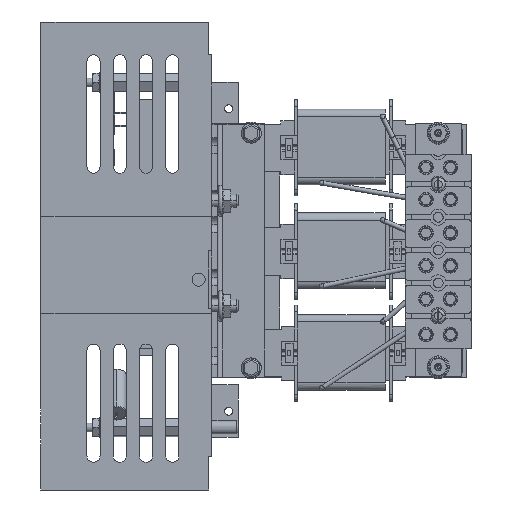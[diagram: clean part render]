
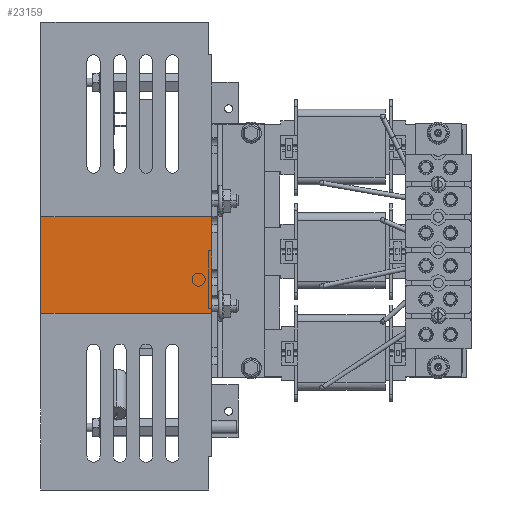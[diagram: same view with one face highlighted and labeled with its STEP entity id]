
A CAD part, left-side view. The second image highlights one B-rep face of the part: STEP entity #23159.
In plain terms, the highlighted planar face has unit normal (-1, 0, 0).
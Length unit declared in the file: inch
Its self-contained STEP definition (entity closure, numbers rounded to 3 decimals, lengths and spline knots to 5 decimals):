
#1743 = CARTESIAN_POINT ( 'NONE',  ( -1.00251, -2.24957, 3.36347 ) ) ;
#5689 = EDGE_CURVE ( 'NONE', #16289, #62696, #70814, .T. ) ;
#7152 = CARTESIAN_POINT ( 'NONE',  ( -1.00251, 1.00043, 3.36347 ) ) ;
#7861 = LINE ( 'NONE', #128000, #20256 ) ;
#16289 = VERTEX_POINT ( 'NONE', #37349 ) ;
#19748 = CARTESIAN_POINT ( 'NONE',  ( -1.00251, 1.00043, 5.19347 ) ) ;
#20256 = VECTOR ( 'NONE', #25448, 39.37008 ) ;
#23159 = ADVANCED_FACE ( 'NONE', ( #70098 ), #90160, .T. ) ;
#23848 = VECTOR ( 'NONE', #79140, 39.37008 ) ;
#25448 = DIRECTION ( 'NONE',  ( 0., -1., 0. ) ) ;
#29212 = ORIENTED_EDGE ( 'NONE', *, *, #113250, .F. ) ;
#37349 = CARTESIAN_POINT ( 'NONE',  ( -1.00251, -2.24957, 5.19347 ) ) ;
#46091 = VECTOR ( 'NONE', #77958, 39.37008 ) ;
#56224 = CARTESIAN_POINT ( 'NONE',  ( -1.00251, -0.62457, 4.27847 ) ) ;
#59818 = ORIENTED_EDGE ( 'NONE', *, *, #61821, .F. ) ;
#61821 = EDGE_CURVE ( 'NONE', #122724, #145211, #135377, .T. ) ;
#62696 = VERTEX_POINT ( 'NONE', #1743 ) ;
#70098 = FACE_OUTER_BOUND ( 'NONE', #116252, .T. ) ;
#70814 = LINE ( 'NONE', #144619, #46091 ) ;
#76742 = CARTESIAN_POINT ( 'NONE',  ( -1.00251, 1.00043, 3.36347 ) ) ;
#77958 = DIRECTION ( 'NONE',  ( 0., 0., -1. ) ) ;
#79140 = DIRECTION ( 'NONE',  ( 0., 1., 0. ) ) ;
#80706 = EDGE_CURVE ( 'NONE', #62696, #122724, #113782, .T. ) ;
#86449 = CARTESIAN_POINT ( 'NONE',  ( -1.00251, 1.00043, 5.19347 ) ) ;
#90160 = PLANE ( 'NONE',  #143493 ) ;
#97480 = ORIENTED_EDGE ( 'NONE', *, *, #80706, .F. ) ;
#98165 = ORIENTED_EDGE ( 'NONE', *, *, #5689, .F. ) ;
#98201 = VECTOR ( 'NONE', #121246, 39.37008 ) ;
#101952 = DIRECTION ( 'NONE',  ( -1., 0., 0. ) ) ;
#113250 = EDGE_CURVE ( 'NONE', #145211, #16289, #7861, .T. ) ;
#113782 = LINE ( 'NONE', #76742, #23848 ) ;
#114293 = DIRECTION ( 'NONE',  ( 0., 0., 1. ) ) ;
#116252 = EDGE_LOOP ( 'NONE', ( #59818, #97480, #98165, #29212 ) ) ;
#121246 = DIRECTION ( 'NONE',  ( 0., 0., 1. ) ) ;
#122724 = VERTEX_POINT ( 'NONE', #7152 ) ;
#128000 = CARTESIAN_POINT ( 'NONE',  ( -1.00251, -2.24957, 5.19347 ) ) ;
#135377 = LINE ( 'NONE', #19748, #98201 ) ;
#143493 = AXIS2_PLACEMENT_3D ( 'NONE', #56224, #101952, #114293 ) ;
#144619 = CARTESIAN_POINT ( 'NONE',  ( -1.00251, -2.24957, 3.36347 ) ) ;
#145211 = VERTEX_POINT ( 'NONE', #86449 ) ;
